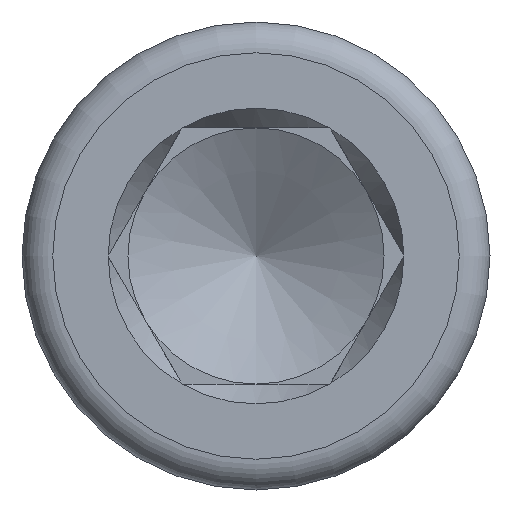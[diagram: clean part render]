
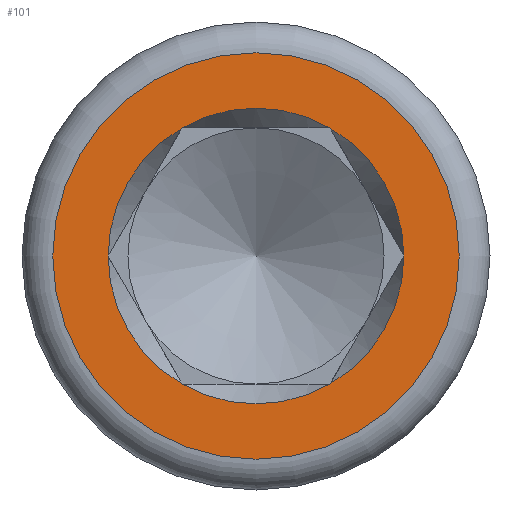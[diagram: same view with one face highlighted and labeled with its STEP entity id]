
A CAD part, left-side view. The second image highlights one B-rep face of the part: STEP entity #101.
In plain terms, the highlighted planar face has unit normal (-1, 0, 0).
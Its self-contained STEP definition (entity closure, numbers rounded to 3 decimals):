
#101 = ADVANCED_FACE( '', ( #247, #248 ), #249, .F. );
#247 = FACE_OUTER_BOUND( '', #445, .T. );
#248 = FACE_BOUND( '', #446, .T. );
#249 = PLANE( '', #447 );
#445 = EDGE_LOOP( '', ( #683 ) );
#446 = EDGE_LOOP( '', ( #684, #685, #686, #687, #688, #689 ) );
#447 = AXIS2_PLACEMENT_3D( '', #690, #691, #692 );
#683 = ORIENTED_EDGE( '', *, *, #1139, .F. );
#684 = ORIENTED_EDGE( '', *, *, #1140, .T. );
#685 = ORIENTED_EDGE( '', *, *, #1141, .T. );
#686 = ORIENTED_EDGE( '', *, *, #1142, .T. );
#687 = ORIENTED_EDGE( '', *, *, #1143, .T. );
#688 = ORIENTED_EDGE( '', *, *, #1144, .T. );
#689 = ORIENTED_EDGE( '', *, *, #1145, .T. );
#690 = CARTESIAN_POINT( '', ( -12., 0., -5.774 ) );
#691 = DIRECTION( '', ( 1., 0., 0. ) );
#692 = DIRECTION( '', ( 0., 0., -1. ) );
#1139 = EDGE_CURVE( '', #1360, #1360, #1361, .T. );
#1140 = EDGE_CURVE( '', #1362, #1363, #1364, .T. );
#1141 = EDGE_CURVE( '', #1363, #1365, #1366, .T. );
#1142 = EDGE_CURVE( '', #1365, #1367, #1368, .T. );
#1143 = EDGE_CURVE( '', #1367, #1317, #1369, .T. );
#1144 = EDGE_CURVE( '', #1317, #1315, #1370, .T. );
#1145 = EDGE_CURVE( '', #1315, #1362, #1371, .T. );
#1315 = VERTEX_POINT( '', #1594 );
#1317 = VERTEX_POINT( '', #1597 );
#1360 = VERTEX_POINT( '', #1672 );
#1361 = CIRCLE( '', #1673, 7.935 );
#1362 = VERTEX_POINT( '', #1674 );
#1363 = VERTEX_POINT( '', #1675 );
#1364 = CIRCLE( '', #1676, 5.774 );
#1365 = VERTEX_POINT( '', #1677 );
#1366 = CIRCLE( '', #1678, 5.774 );
#1367 = VERTEX_POINT( '', #1679 );
#1368 = CIRCLE( '', #1680, 5.774 );
#1369 = CIRCLE( '', #1681, 5.774 );
#1370 = CIRCLE( '', #1682, 5.774 );
#1371 = CIRCLE( '', #1683, 5.774 );
#1594 = CARTESIAN_POINT( '', ( -12., -2.887, 5. ) );
#1597 = CARTESIAN_POINT( '', ( -12., 2.887, 5. ) );
#1672 = CARTESIAN_POINT( '', ( -12., 0., -7.935 ) );
#1673 = AXIS2_PLACEMENT_3D( '', #2039, #2040, #2041 );
#1674 = CARTESIAN_POINT( '', ( -12., -5.774, 0. ) );
#1675 = CARTESIAN_POINT( '', ( -12., -2.887, -5. ) );
#1676 = AXIS2_PLACEMENT_3D( '', #2042, #2043, #2044 );
#1677 = CARTESIAN_POINT( '', ( -12., 2.887, -5. ) );
#1678 = AXIS2_PLACEMENT_3D( '', #2045, #2046, #2047 );
#1679 = CARTESIAN_POINT( '', ( -12., 5.774, 0. ) );
#1680 = AXIS2_PLACEMENT_3D( '', #2048, #2049, #2050 );
#1681 = AXIS2_PLACEMENT_3D( '', #2051, #2052, #2053 );
#1682 = AXIS2_PLACEMENT_3D( '', #2054, #2055, #2056 );
#1683 = AXIS2_PLACEMENT_3D( '', #2057, #2058, #2059 );
#2039 = CARTESIAN_POINT( '', ( -12., 0., 0. ) );
#2040 = DIRECTION( '', ( 1., 0., 0. ) );
#2041 = DIRECTION( '', ( 0., 0., -1. ) );
#2042 = CARTESIAN_POINT( '', ( -12., 0., 0. ) );
#2043 = DIRECTION( '', ( 1., 0., 0. ) );
#2044 = DIRECTION( '', ( 0., 0., -1. ) );
#2045 = CARTESIAN_POINT( '', ( -12., 0., 0. ) );
#2046 = DIRECTION( '', ( 1., 0., 0. ) );
#2047 = DIRECTION( '', ( 0., 0., -1. ) );
#2048 = CARTESIAN_POINT( '', ( -12., 0., 0. ) );
#2049 = DIRECTION( '', ( 1., 0., 0. ) );
#2050 = DIRECTION( '', ( 0., 0., -1. ) );
#2051 = CARTESIAN_POINT( '', ( -12., 0., 0. ) );
#2052 = DIRECTION( '', ( 1., 0., 0. ) );
#2053 = DIRECTION( '', ( 0., 0., -1. ) );
#2054 = CARTESIAN_POINT( '', ( -12., 0., 0. ) );
#2055 = DIRECTION( '', ( 1., 0., 0. ) );
#2056 = DIRECTION( '', ( 0., 0., -1. ) );
#2057 = CARTESIAN_POINT( '', ( -12., 0., 0. ) );
#2058 = DIRECTION( '', ( 1., 0., 0. ) );
#2059 = DIRECTION( '', ( 0., 0., -1. ) );
